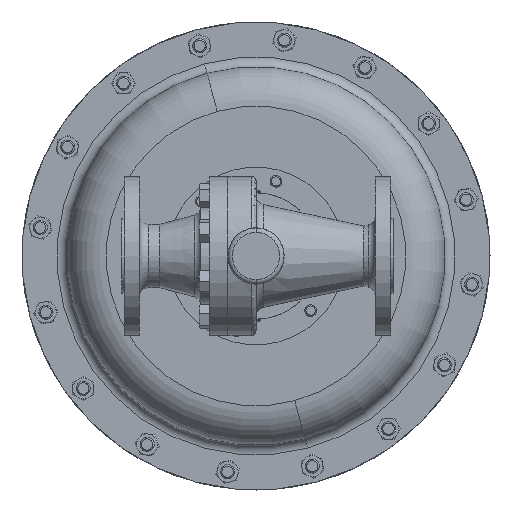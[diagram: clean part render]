
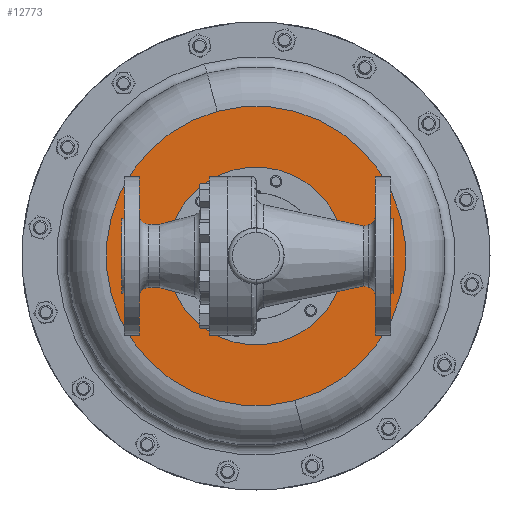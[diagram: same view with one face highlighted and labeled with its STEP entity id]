
A CAD part, front view. The second image highlights one B-rep face of the part: STEP entity #12773.
In plain terms, the highlighted planar face has unit normal (0, -1, 0).
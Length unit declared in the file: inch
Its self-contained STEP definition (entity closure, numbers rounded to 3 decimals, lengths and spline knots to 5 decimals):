
#1492 = AXIS2_PLACEMENT_3D ( 'NONE', #2934, #18816, #5194 ) ;
#1676 = AXIS2_PLACEMENT_3D ( 'NONE', #4153, #20078, #6424 ) ;
#2071 = CIRCLE ( 'NONE', #1492, 2.375 ) ;
#2228 = DIRECTION ( 'NONE',  ( -0.259, 0., 0.966 ) ) ;
#2593 = ORIENTED_EDGE ( 'NONE', *, *, #12743, .F. ) ;
#2651 = CARTESIAN_POINT ( 'NONE',  ( 0., 6.7525, 0. ) ) ;
#2934 = CARTESIAN_POINT ( 'NONE',  ( 0., 6.7525, 0. ) ) ;
#4153 = CARTESIAN_POINT ( 'NONE',  ( 0., 6.7525, 0. ) ) ;
#4890 = DIRECTION ( 'NONE',  ( -0.259, 0., 0.966 ) ) ;
#5194 = DIRECTION ( 'NONE',  ( 0.707, 0., 0.707 ) ) ;
#6424 = DIRECTION ( 'NONE',  ( 0.707, 0., 0.707 ) ) ;
#7262 = CARTESIAN_POINT ( 'NONE',  ( 3.8637, 6.7525, 1.03528 ) ) ;
#8257 = EDGE_CURVE ( 'NONE', #24534, #16000, #14155, .T. ) ;
#8567 = ORIENTED_EDGE ( 'NONE', *, *, #27934, .T. ) ;
#10319 = FACE_BOUND ( 'NONE', #21015, .T. ) ;
#11811 = DIRECTION ( 'NONE',  ( 0., -1., 0. ) ) ;
#12743 = EDGE_CURVE ( 'NONE', #16000, #24534, #22492, .T. ) ;
#12773 = ADVANCED_FACE ( 'NONE', ( #16462, #10319 ), #18625, .T. ) ;
#13133 = CARTESIAN_POINT ( 'NONE',  ( 1.67938, 6.7525, 1.67938 ) ) ;
#14155 = CIRCLE ( 'NONE', #28047, 4. ) ;
#14232 = AXIS2_PLACEMENT_3D ( 'NONE', #2651, #18532, #4890 ) ;
#14493 = VERTEX_POINT ( 'NONE', #18927 ) ;
#15850 = DIRECTION ( 'NONE',  ( 0., 1., 0. ) ) ;
#16000 = VERTEX_POINT ( 'NONE', #16856 ) ;
#16462 = FACE_OUTER_BOUND ( 'NONE', #22841, .T. ) ;
#16496 = ORIENTED_EDGE ( 'NONE', *, *, #18370, .T. ) ;
#16856 = CARTESIAN_POINT ( 'NONE',  ( -1.03528, 6.7525, 3.8637 ) ) ;
#18370 = EDGE_CURVE ( 'NONE', #14493, #24165, #22561, .T. ) ;
#18532 = DIRECTION ( 'NONE',  ( 0., 1., 0. ) ) ;
#18625 = PLANE ( 'NONE',  #23399 ) ;
#18816 = DIRECTION ( 'NONE',  ( 0., 1., 0. ) ) ;
#18927 = CARTESIAN_POINT ( 'NONE',  ( -1.67938, 6.7525, -1.67938 ) ) ;
#20078 = DIRECTION ( 'NONE',  ( 0., 1., 0. ) ) ;
#21015 = EDGE_LOOP ( 'NONE', ( #16496, #8567 ) ) ;
#21653 = CARTESIAN_POINT ( 'NONE',  ( 1.03528, 6.7525, -3.8637 ) ) ;
#22492 = CIRCLE ( 'NONE', #14232, 4. ) ;
#22561 = CIRCLE ( 'NONE', #1676, 2.375 ) ;
#22841 = EDGE_LOOP ( 'NONE', ( #2593, #27013 ) ) ;
#23399 = AXIS2_PLACEMENT_3D ( 'NONE', #7262, #11811, #27795 ) ;
#24165 = VERTEX_POINT ( 'NONE', #13133 ) ;
#24534 = VERTEX_POINT ( 'NONE', #21653 ) ;
#27013 = ORIENTED_EDGE ( 'NONE', *, *, #8257, .F. ) ;
#27795 = DIRECTION ( 'NONE',  ( 0.259, 0., -0.966 ) ) ;
#27934 = EDGE_CURVE ( 'NONE', #24165, #14493, #2071, .T. ) ;
#28047 = AXIS2_PLACEMENT_3D ( 'NONE', #29459, #15850, #2228 ) ;
#29459 = CARTESIAN_POINT ( 'NONE',  ( 0., 6.7525, 0. ) ) ;
